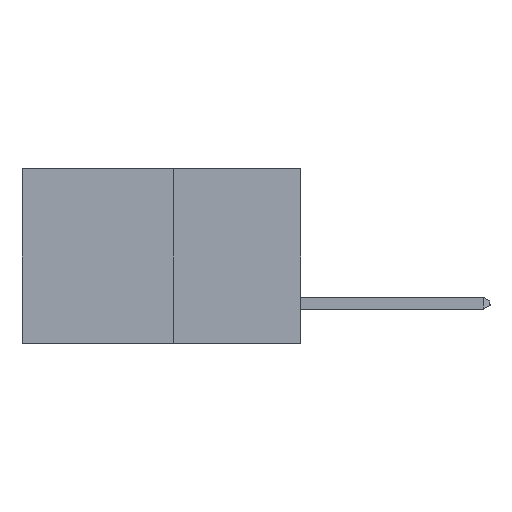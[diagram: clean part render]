
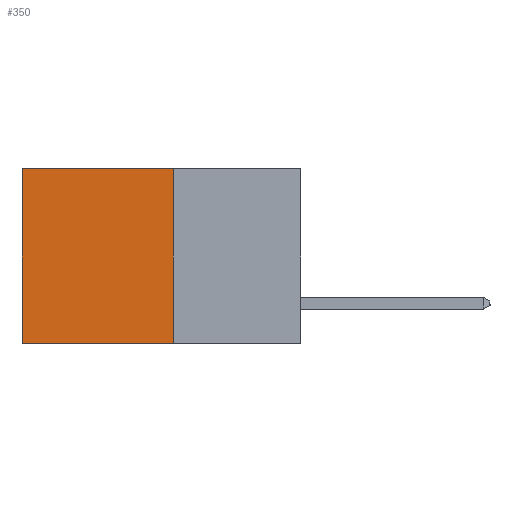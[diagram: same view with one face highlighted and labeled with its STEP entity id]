
A CAD part, left-side view. The second image highlights one B-rep face of the part: STEP entity #350.
In plain terms, the highlighted planar face has unit normal (-1, 0, 0).
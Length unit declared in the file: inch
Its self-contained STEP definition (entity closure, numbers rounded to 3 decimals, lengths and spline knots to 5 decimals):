
#350 = ADVANCED_FACE ( 'NONE', ( #11833 ), #6713, .F. ) ;
#571 = ORIENTED_EDGE ( 'NONE', *, *, #608, .T. ) ;
#608 = EDGE_CURVE ( 'NONE', #7900, #2012, #2543, .T. ) ;
#1524 = CARTESIAN_POINT ( 'NONE',  ( 0.277, 0.59, -0.37 ) ) ;
#2012 = VERTEX_POINT ( 'NONE', #2582 ) ;
#2239 = ORIENTED_EDGE ( 'NONE', *, *, #11012, .T. ) ;
#2501 = LINE ( 'NONE', #11490, #12667 ) ;
#2543 = LINE ( 'NONE', #4415, #12701 ) ;
#2582 = CARTESIAN_POINT ( 'NONE',  ( 0.277, 0.59, 0. ) ) ;
#2606 = VERTEX_POINT ( 'NONE', #1524 ) ;
#3149 = CARTESIAN_POINT ( 'NONE',  ( 0.277, 0.27, -0.37 ) ) ;
#3873 = VECTOR ( 'NONE', #6373, 39.37008 ) ;
#4388 = DIRECTION ( 'NONE',  ( 0., 0., -1. ) ) ;
#4415 = CARTESIAN_POINT ( 'NONE',  ( 0.277, 0.27, 0. ) ) ;
#5211 = EDGE_LOOP ( 'NONE', ( #2239, #10434, #9018, #571 ) ) ;
#5290 = VECTOR ( 'NONE', #7471, 39.37008 ) ;
#6058 = EDGE_CURVE ( 'NONE', #12570, #2606, #10780, .T. ) ;
#6373 = DIRECTION ( 'NONE',  ( 0., 0., -1. ) ) ;
#6399 = DIRECTION ( 'NONE',  ( 0., 1., 0. ) ) ;
#6506 = CARTESIAN_POINT ( 'NONE',  ( 0.277, 0.27, -0.37 ) ) ;
#6713 = PLANE ( 'NONE',  #8211 ) ;
#7423 = LINE ( 'NONE', #12210, #3873 ) ;
#7471 = DIRECTION ( 'NONE',  ( 0., 1., 0. ) ) ;
#7900 = VERTEX_POINT ( 'NONE', #9310 ) ;
#8211 = AXIS2_PLACEMENT_3D ( 'NONE', #3149, #11588, #4388 ) ;
#8719 = EDGE_CURVE ( 'NONE', #7900, #12570, #2501, .T. ) ;
#9018 = ORIENTED_EDGE ( 'NONE', *, *, #8719, .F. ) ;
#9310 = CARTESIAN_POINT ( 'NONE',  ( 0.277, 0.27, 0. ) ) ;
#10434 = ORIENTED_EDGE ( 'NONE', *, *, #6058, .F. ) ;
#10780 = LINE ( 'NONE', #6506, #5290 ) ;
#11012 = EDGE_CURVE ( 'NONE', #2012, #2606, #7423, .T. ) ;
#11490 = CARTESIAN_POINT ( 'NONE',  ( 0.277, 0.27, -0.37 ) ) ;
#11588 = DIRECTION ( 'NONE',  ( 1., 0., 0. ) ) ;
#11833 = FACE_OUTER_BOUND ( 'NONE', #5211, .T. ) ;
#11840 = CARTESIAN_POINT ( 'NONE',  ( 0.277, 0.27, -0.37 ) ) ;
#12210 = CARTESIAN_POINT ( 'NONE',  ( 0.277, 0.59, -0.37 ) ) ;
#12472 = DIRECTION ( 'NONE',  ( 0., 0., -1. ) ) ;
#12570 = VERTEX_POINT ( 'NONE', #11840 ) ;
#12667 = VECTOR ( 'NONE', #12472, 39.37008 ) ;
#12701 = VECTOR ( 'NONE', #6399, 39.37008 ) ;
